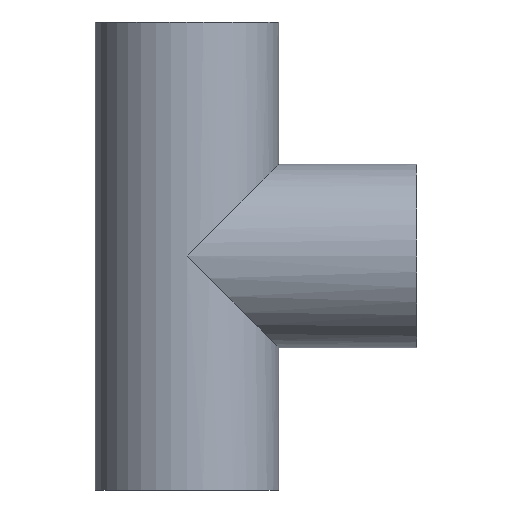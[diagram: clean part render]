
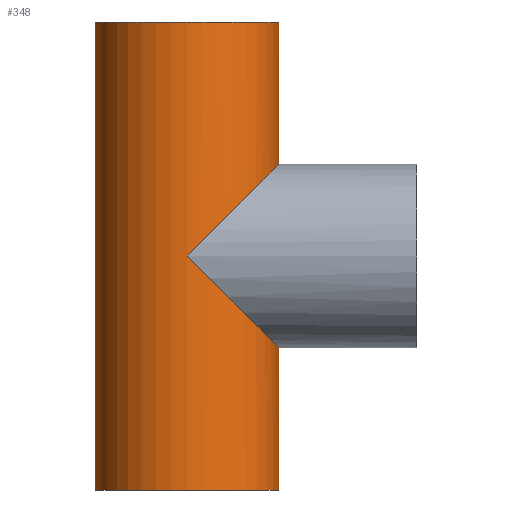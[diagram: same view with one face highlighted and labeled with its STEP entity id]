
A CAD part, front view. The second image highlights one B-rep face of the part: STEP entity #348.
In plain terms, the highlighted cylindrical face has radius 90 mm (diameter 180 mm), a partial arc.
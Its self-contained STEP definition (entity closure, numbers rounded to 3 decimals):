
#13 = EDGE_CURVE ( 'NONE', #257, #152, #256, .T. ) ;
#18 = CARTESIAN_POINT ( 'NONE',  ( 0., -90., 0. ) ) ;
#44 = CARTESIAN_POINT ( 'NONE',  ( -90., 0., -229. ) ) ;
#49 = DIRECTION ( 'NONE',  ( 1., 0., 0. ) ) ;
#57 = AXIS2_PLACEMENT_3D ( 'NONE', #201, #273, #306 ) ;
#68 = VERTEX_POINT ( 'NONE', #97 ) ;
#73 = CARTESIAN_POINT ( 'NONE',  ( 90., 0., -229. ) ) ;
#78 = AXIS2_PLACEMENT_3D ( 'NONE', #325, #356, #49 ) ;
#80 = VERTEX_POINT ( 'NONE', #307 ) ;
#86 = CYLINDRICAL_SURFACE ( 'NONE', #416, 90. ) ;
#97 = CARTESIAN_POINT ( 'NONE',  ( 90., 0., -90. ) ) ;
#122 = DIRECTION ( 'NONE',  ( -1., 0., 0. ) ) ;
#139 = ORIENTED_EDGE ( 'NONE', *, *, #218, .F. ) ;
#143 = CARTESIAN_POINT ( 'NONE',  ( 90., -52.721, -90. ) ) ;
#144 = EDGE_CURVE ( 'NONE', #365, #68, #293, .T. ) ;
#148 = DIRECTION ( 'NONE',  ( 0., 0., -1. ) ) ;
#152 = VERTEX_POINT ( 'NONE', #73 ) ;
#166 = ORIENTED_EDGE ( 'NONE', *, *, #361, .F. ) ;
#177 = VECTOR ( 'NONE', #359, 1000. ) ;
#185 = CARTESIAN_POINT ( 'NONE',  ( 90., -52.721, 90. ) ) ;
#191 = VECTOR ( 'NONE', #442, 1000. ) ;
#192 = CARTESIAN_POINT ( 'NONE',  ( 90., 0., 90. ) ) ;
#198 = VECTOR ( 'NONE', #148, 1000. ) ;
#201 = CARTESIAN_POINT ( 'NONE',  ( 0., 0., -229. ) ) ;
#203 = ORIENTED_EDGE ( 'NONE', *, *, #13, .T. ) ;
#218 = EDGE_CURVE ( 'NONE', #80, #440, #386, .T. ) ;
#230 = EDGE_LOOP ( 'NONE', ( #139, #166, #370, #203, #449, #263, #336 ) ) ;
#231 = CARTESIAN_POINT ( 'NONE',  ( 90., 0., 229. ) ) ;
#254 = CARTESIAN_POINT ( 'NONE',  ( 52.721, -90., -52.721 ) ) ;
#256 = CIRCLE ( 'NONE', #57, 90. ) ;
#257 = VERTEX_POINT ( 'NONE', #44 ) ;
#259 = CARTESIAN_POINT ( 'NONE',  ( 0., 0., 229. ) ) ;
#263 = ORIENTED_EDGE ( 'NONE', *, *, #144, .F. ) ;
#267 = EDGE_CURVE ( 'NONE', #440, #365, #372, .T. ) ;
#269 = CARTESIAN_POINT ( 'NONE',  ( -90., 0., 229. ) ) ;
#273 = DIRECTION ( 'NONE',  ( 0., 0., 1. ) ) ;
#293 =( BOUNDED_CURVE ( )  B_SPLINE_CURVE ( 3, ( #385, #254, #143, #380 ),
 .UNSPECIFIED., .F., .F. ) 
 B_SPLINE_CURVE_WITH_KNOTS ( ( 4, 4 ),
 ( 4.712, 6.283 ),
 .UNSPECIFIED. ) 
 CURVE ( )  GEOMETRIC_REPRESENTATION_ITEM ( )  RATIONAL_B_SPLINE_CURVE ( ( 1., 0.805, 0.805, 1. ) ) 
 REPRESENTATION_ITEM ( '' )  );
#299 = CARTESIAN_POINT ( 'NONE',  ( 90., 0., 90. ) ) ;
#306 = DIRECTION ( 'NONE',  ( 1., 0., 0. ) ) ;
#307 = CARTESIAN_POINT ( 'NONE',  ( 90., 0., 229. ) ) ;
#318 = CARTESIAN_POINT ( 'NONE',  ( 0., -90., 0. ) ) ;
#321 = CARTESIAN_POINT ( 'NONE',  ( 52.721, -90., 52.721 ) ) ;
#325 = CARTESIAN_POINT ( 'NONE',  ( 0., 0., 229. ) ) ;
#327 = LINE ( 'NONE', #231, #177 ) ;
#329 = CARTESIAN_POINT ( 'NONE',  ( -90., 0., 229. ) ) ;
#336 = ORIENTED_EDGE ( 'NONE', *, *, #267, .F. ) ;
#348 = ADVANCED_FACE ( 'NONE', ( #433 ), #86, .T. ) ;
#353 = EDGE_CURVE ( 'NONE', #68, #152, #327, .T. ) ;
#356 = DIRECTION ( 'NONE',  ( 0., 0., 1. ) ) ;
#359 = DIRECTION ( 'NONE',  ( 0., 0., -1. ) ) ;
#361 = EDGE_CURVE ( 'NONE', #415, #80, #391, .T. ) ;
#365 = VERTEX_POINT ( 'NONE', #18 ) ;
#370 = ORIENTED_EDGE ( 'NONE', *, *, #413, .T. ) ;
#372 =( BOUNDED_CURVE ( )  B_SPLINE_CURVE ( 3, ( #192, #185, #321, #318 ),
 .UNSPECIFIED., .F., .F. ) 
 B_SPLINE_CURVE_WITH_KNOTS ( ( 4, 4 ),
 ( 3.142, 4.712 ),
 .UNSPECIFIED. ) 
 CURVE ( )  GEOMETRIC_REPRESENTATION_ITEM ( )  RATIONAL_B_SPLINE_CURVE ( ( 1., 0.805, 0.805, 1. ) ) 
 REPRESENTATION_ITEM ( '' )  );
#380 = CARTESIAN_POINT ( 'NONE',  ( 90., 0., -90. ) ) ;
#385 = CARTESIAN_POINT ( 'NONE',  ( 0., -90., 0. ) ) ;
#386 = LINE ( 'NONE', #417, #198 ) ;
#391 = CIRCLE ( 'NONE', #78, 90. ) ;
#393 = DIRECTION ( 'NONE',  ( 0., 0., -1. ) ) ;
#413 = EDGE_CURVE ( 'NONE', #415, #257, #451, .T. ) ;
#415 = VERTEX_POINT ( 'NONE', #269 ) ;
#416 = AXIS2_PLACEMENT_3D ( 'NONE', #259, #393, #122 ) ;
#417 = CARTESIAN_POINT ( 'NONE',  ( 90., 0., 229. ) ) ;
#433 = FACE_OUTER_BOUND ( 'NONE', #230, .T. ) ;
#440 = VERTEX_POINT ( 'NONE', #299 ) ;
#442 = DIRECTION ( 'NONE',  ( 0., 0., -1. ) ) ;
#449 = ORIENTED_EDGE ( 'NONE', *, *, #353, .F. ) ;
#451 = LINE ( 'NONE', #329, #191 ) ;
